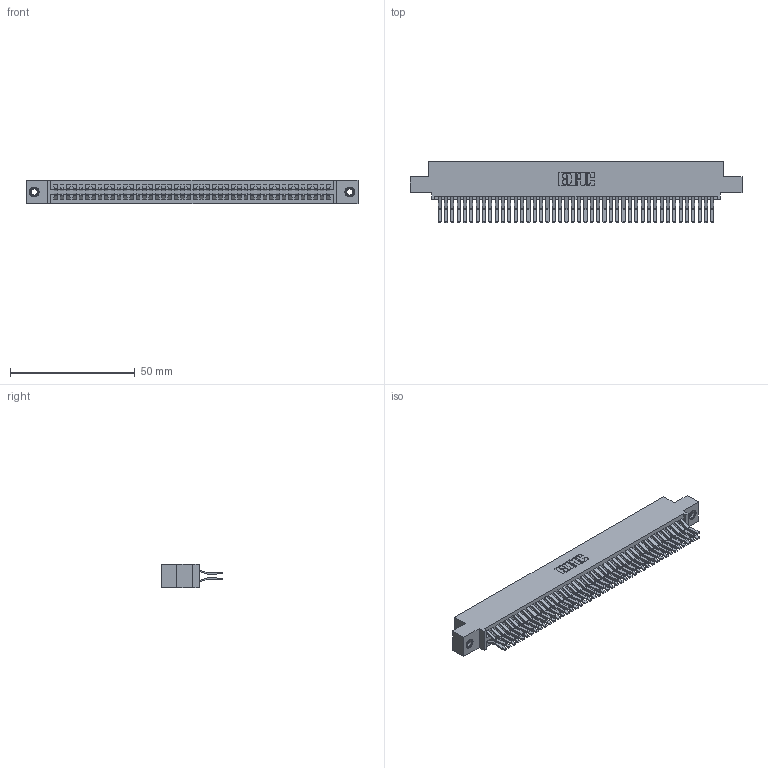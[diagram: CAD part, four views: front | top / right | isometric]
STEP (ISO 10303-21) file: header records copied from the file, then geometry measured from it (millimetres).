
FILE_DESCRIPTION (( 'STEP AP203' ), '1' );
FILE_NAME ('395-088-560-507.STEP', '2018-11-29T02:03:13', ( '' ), ( '' ), 'SwSTEP 2.0', 'SolidWorks 2016', '' );
FILE_SCHEMA (( 'CONFIG_CONTROL_DESIGN' ));
Length unit declared in the file: inch
Products named in the file (4): 345-292-001_560 Tail; 345-250-001_345-250-005-103; 395-088-560-507; 345 Part_0.110 Offset - 0.156 Dia-TI
Assembly tree (91 placements, depth 2):
  395-088-560-507
    345 Part_0.110 Offset - 0.156 Dia-TI
    345-292-001_560 Tail  x88
    345-250-001_345-250-005-103  x2
Bounding box: 132.97 x 24.45 x 9.4 mm (x, y, z)
Volume: 13425.2 mm3; surface area: 21487.7 mm2
Topology: 91 solids, 91 shells, 4766 faces, 14129 edges, 9294 vertices
Faces by surface type: plane 3020, cylinder 1730, cone 12, torus 4
Entity records: 35660 total; most frequent: CARTESIAN_POINT 5959, ORIENTED_EDGE 5886, DIRECTION 5281, EDGE_CURVE 2943, LINE 2611, VECTOR 2611, VERTEX_POINT 1956, AXIS2_PLACEMENT_3D 1335
